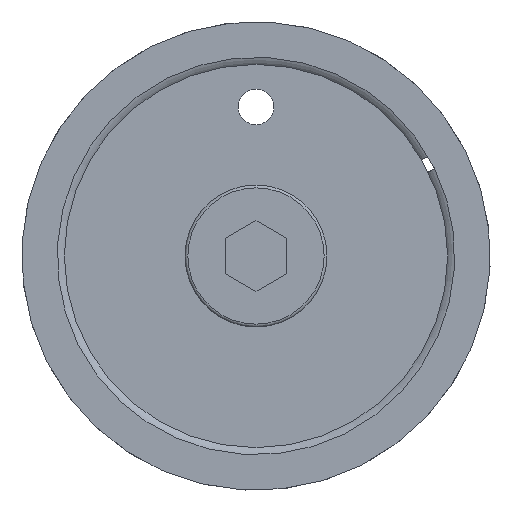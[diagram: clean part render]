
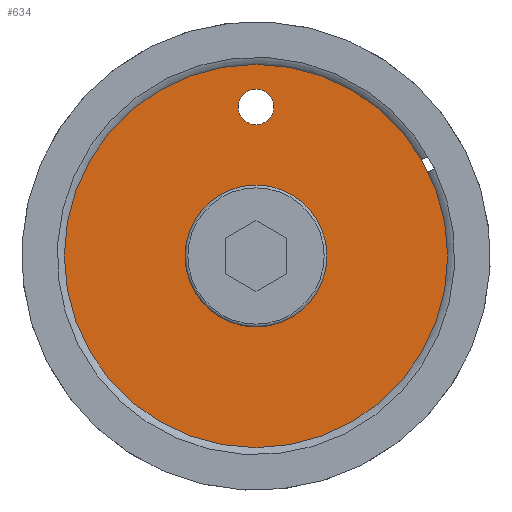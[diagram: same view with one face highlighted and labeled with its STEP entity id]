
A CAD part, front view. The second image highlights one B-rep face of the part: STEP entity #634.
In plain terms, the highlighted planar face has unit normal (0, -1, 0).
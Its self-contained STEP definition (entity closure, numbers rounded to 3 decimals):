
#109=PLANE('',#766);
#138=ORIENTED_EDGE('',*,*,#264,.T.);
#139=ORIENTED_EDGE('',*,*,#265,.T.);
#140=ORIENTED_EDGE('',*,*,#258,.F.);
#258=EDGE_CURVE('',#321,#321,#378,.T.);
#264=EDGE_CURVE('',#327,#327,#384,.T.);
#265=EDGE_CURVE('',#328,#328,#385,.T.);
#321=VERTEX_POINT('',#1088);
#327=VERTEX_POINT('',#1103);
#328=VERTEX_POINT('',#1105);
#378=CIRCLE('',#758,13.5);
#384=CIRCLE('',#767,1.25);
#385=CIRCLE('',#768,3.1);
#427=EDGE_LOOP('',(#138));
#428=EDGE_LOOP('',(#139));
#429=EDGE_LOOP('',(#140));
#525=FACE_BOUND('',#427,.T.);
#526=FACE_BOUND('',#428,.T.);
#527=FACE_BOUND('',#429,.T.);
#634=ADVANCED_FACE('',(#525,#526,#527),#109,.F.);
#758=AXIS2_PLACEMENT_3D('',#1087,#866,#867);
#766=AXIS2_PLACEMENT_3D('',#1101,#882,#883);
#767=AXIS2_PLACEMENT_3D('',#1102,#884,#885);
#768=AXIS2_PLACEMENT_3D('',#1104,#886,#887);
#866=DIRECTION('',(0.,1.,0.));
#867=DIRECTION('',(1.,0.,0.));
#882=DIRECTION('',(0.,1.,0.));
#883=DIRECTION('',(0.,0.,1.));
#884=DIRECTION('',(0.,1.,0.));
#885=DIRECTION('',(0.,0.,-1.));
#886=DIRECTION('',(0.,1.,0.));
#887=DIRECTION('',(0.,0.,-1.));
#1087=CARTESIAN_POINT('',(0.,0.,0.));
#1088=CARTESIAN_POINT('',(13.5,0.,0.));
#1101=CARTESIAN_POINT('',(0.,0.,0.));
#1102=CARTESIAN_POINT('',(0.,0.,10.5));
#1103=CARTESIAN_POINT('',(0.,0.,9.25));
#1104=CARTESIAN_POINT('',(0.,0.,0.));
#1105=CARTESIAN_POINT('',(0.,0.,-3.1));
